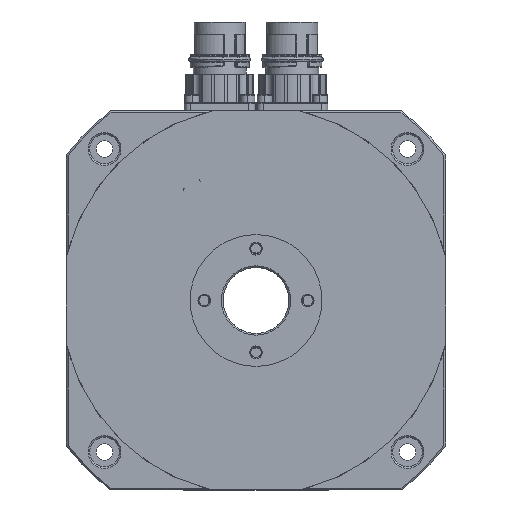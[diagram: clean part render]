
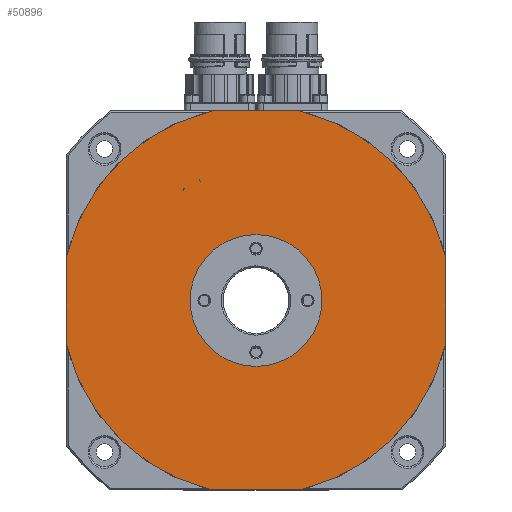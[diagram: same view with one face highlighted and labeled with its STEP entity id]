
A CAD part, left-side view. The second image highlights one B-rep face of the part: STEP entity #50896.
In plain terms, the highlighted planar face has unit normal (-1, 0, 0).
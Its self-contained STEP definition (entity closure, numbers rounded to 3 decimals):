
#616 = VERTEX_POINT ( 'NONE', #23074 ) ;
#759 = DIRECTION ( 'NONE',  ( 0., 0., 1. ) ) ;
#2012 = LINE ( 'NONE', #26001, #95134 ) ;
#3573 = DIRECTION ( 'NONE',  ( 0., 0., 1. ) ) ;
#3581 = EDGE_CURVE ( 'NONE', #27491, #17208, #89748, .T. ) ;
#4886 = DIRECTION ( 'NONE',  ( 0., 0., 1. ) ) ;
#6895 = VERTEX_POINT ( 'NONE', #26983 ) ;
#10079 = EDGE_LOOP ( 'NONE', ( #64659, #51066 ) ) ;
#11177 = DIRECTION ( 'NONE',  ( 0., 0., -1. ) ) ;
#12142 = DIRECTION ( 'NONE',  ( 0., 0., 1. ) ) ;
#13803 = EDGE_CURVE ( 'NONE', #91474, #25438, #42127, .T. ) ;
#17208 = VERTEX_POINT ( 'NONE', #85769 ) ;
#17887 = CARTESIAN_POINT ( 'NONE',  ( -43.5, 57.5, -13.219 ) ) ;
#18257 = EDGE_CURVE ( 'NONE', #616, #91606, #33410, .T. ) ;
#18895 = DIRECTION ( 'NONE',  ( -1., 0., 0. ) ) ;
#22170 = DIRECTION ( 'NONE',  ( -1., 0., 0. ) ) ;
#22247 = FACE_OUTER_BOUND ( 'NONE', #28645, .T. ) ;
#22609 = ORIENTED_EDGE ( 'NONE', *, *, #72688, .T. ) ;
#23074 = CARTESIAN_POINT ( 'NONE',  ( -43.5, -57.5, 13.219 ) ) ;
#25438 = VERTEX_POINT ( 'NONE', #64629 ) ;
#26001 = CARTESIAN_POINT ( 'NONE',  ( -43.5, -57.5, 57.5 ) ) ;
#26983 = CARTESIAN_POINT ( 'NONE',  ( -43.5, 13.219, 57.5 ) ) ;
#27067 = ORIENTED_EDGE ( 'NONE', *, *, #39224, .T. ) ;
#27491 = VERTEX_POINT ( 'NONE', #80822 ) ;
#28645 = EDGE_LOOP ( 'NONE', ( #69816, #27067, #41472, #63848, #89202, #75692, #22609, #101081 ) ) ;
#29514 = AXIS2_PLACEMENT_3D ( 'NONE', #43284, #61695, #107373 ) ;
#31057 = DIRECTION ( 'NONE',  ( -1., 0., 0. ) ) ;
#33410 = CIRCLE ( 'NONE', #57919, 59. ) ;
#36567 = AXIS2_PLACEMENT_3D ( 'NONE', #72200, #18895, #83333 ) ;
#38140 = DIRECTION ( 'NONE',  ( 0., 1., 0. ) ) ;
#39224 = EDGE_CURVE ( 'NONE', #6895, #49736, #116873, .T. ) ;
#41472 = ORIENTED_EDGE ( 'NONE', *, *, #100790, .T. ) ;
#42127 = CIRCLE ( 'NONE', #112005, 59. ) ;
#43284 = CARTESIAN_POINT ( 'NONE',  ( -43.5, 0., 0. ) ) ;
#49491 = CARTESIAN_POINT ( 'NONE',  ( -43.5, 0., 0. ) ) ;
#49736 = VERTEX_POINT ( 'NONE', #84580 ) ;
#50896 = ADVANCED_FACE ( 'NONE', ( #22247, #108207 ), #100957, .T. ) ;
#51066 = ORIENTED_EDGE ( 'NONE', *, *, #59588, .F. ) ;
#53614 = DIRECTION ( 'NONE',  ( 0., 0., 1. ) ) ;
#56003 = CARTESIAN_POINT ( 'NONE',  ( -43.5, 57.5, 57.5 ) ) ;
#57224 = CIRCLE ( 'NONE', #36567, 20. ) ;
#57919 = AXIS2_PLACEMENT_3D ( 'NONE', #86573, #58541, #4886 ) ;
#58541 = DIRECTION ( 'NONE',  ( -1., 0., 0. ) ) ;
#59588 = EDGE_CURVE ( 'NONE', #88003, #88595, #57224, .T. ) ;
#61695 = DIRECTION ( 'NONE',  ( -1., 0., 0. ) ) ;
#61713 = DIRECTION ( 'NONE',  ( 0., -1., 0. ) ) ;
#63848 = ORIENTED_EDGE ( 'NONE', *, *, #13803, .T. ) ;
#64442 = DIRECTION ( 'NONE',  ( -1., 0., 0. ) ) ;
#64629 = CARTESIAN_POINT ( 'NONE',  ( -43.5, 13.219, -57.5 ) ) ;
#64659 = ORIENTED_EDGE ( 'NONE', *, *, #115971, .F. ) ;
#64886 = VECTOR ( 'NONE', #38140, 1000. ) ;
#66156 = EDGE_CURVE ( 'NONE', #25438, #27491, #117141, .T. ) ;
#68310 = VECTOR ( 'NONE', #61713, 1000. ) ;
#69816 = ORIENTED_EDGE ( 'NONE', *, *, #104610, .T. ) ;
#69957 = AXIS2_PLACEMENT_3D ( 'NONE', #86035, #95306, #3573 ) ;
#70665 = LINE ( 'NONE', #92191, #64886 ) ;
#72200 = CARTESIAN_POINT ( 'NONE',  ( -43.5, 0., 0. ) ) ;
#72688 = EDGE_CURVE ( 'NONE', #17208, #616, #2012, .T. ) ;
#74696 = CARTESIAN_POINT ( 'NONE',  ( -43.5, -13.219, 57.5 ) ) ;
#74841 = CARTESIAN_POINT ( 'NONE',  ( -43.5, 0., 0. ) ) ;
#75692 = ORIENTED_EDGE ( 'NONE', *, *, #3581, .T. ) ;
#80822 = CARTESIAN_POINT ( 'NONE',  ( -43.5, -13.219, -57.5 ) ) ;
#82388 = CARTESIAN_POINT ( 'NONE',  ( -43.5, 0., -20. ) ) ;
#83333 = DIRECTION ( 'NONE',  ( 0., 0., 1. ) ) ;
#84580 = CARTESIAN_POINT ( 'NONE',  ( -43.5, 57.5, 13.219 ) ) ;
#85769 = CARTESIAN_POINT ( 'NONE',  ( -43.5, -57.5, -13.219 ) ) ;
#86035 = CARTESIAN_POINT ( 'NONE',  ( -43.5, 0., 0. ) ) ;
#86142 = AXIS2_PLACEMENT_3D ( 'NONE', #74841, #64442, #759 ) ;
#86573 = CARTESIAN_POINT ( 'NONE',  ( -43.5, 0., 0. ) ) ;
#88003 = VERTEX_POINT ( 'NONE', #92175 ) ;
#88595 = VERTEX_POINT ( 'NONE', #82388 ) ;
#89202 = ORIENTED_EDGE ( 'NONE', *, *, #66156, .T. ) ;
#89748 = CIRCLE ( 'NONE', #29514, 59. ) ;
#91474 = VERTEX_POINT ( 'NONE', #17887 ) ;
#91606 = VERTEX_POINT ( 'NONE', #74696 ) ;
#91766 = AXIS2_PLACEMENT_3D ( 'NONE', #49491, #31057, #96771 ) ;
#92175 = CARTESIAN_POINT ( 'NONE',  ( -43.5, 0., 20. ) ) ;
#92191 = CARTESIAN_POINT ( 'NONE',  ( -43.5, 57.5, 57.5 ) ) ;
#95134 = VECTOR ( 'NONE', #53614, 1000. ) ;
#95306 = DIRECTION ( 'NONE',  ( -1., 0., 0. ) ) ;
#96771 = DIRECTION ( 'NONE',  ( 0., 0., 1. ) ) ;
#100110 = VECTOR ( 'NONE', #11177, 1000. ) ;
#100790 = EDGE_CURVE ( 'NONE', #49736, #91474, #105859, .T. ) ;
#100957 = PLANE ( 'NONE',  #86142 ) ;
#101081 = ORIENTED_EDGE ( 'NONE', *, *, #18257, .T. ) ;
#104610 = EDGE_CURVE ( 'NONE', #91606, #6895, #70665, .T. ) ;
#105859 = LINE ( 'NONE', #56003, #100110 ) ;
#107373 = DIRECTION ( 'NONE',  ( 0., 0., 1. ) ) ;
#107387 = CARTESIAN_POINT ( 'NONE',  ( -43.5, 57.5, -57.5 ) ) ;
#108207 = FACE_BOUND ( 'NONE', #10079, .T. ) ;
#112005 = AXIS2_PLACEMENT_3D ( 'NONE', #113518, #22170, #12142 ) ;
#113518 = CARTESIAN_POINT ( 'NONE',  ( -43.5, 0., 0. ) ) ;
#114341 = CIRCLE ( 'NONE', #69957, 20. ) ;
#115971 = EDGE_CURVE ( 'NONE', #88595, #88003, #114341, .T. ) ;
#116873 = CIRCLE ( 'NONE', #91766, 59. ) ;
#117141 = LINE ( 'NONE', #107387, #68310 ) ;
